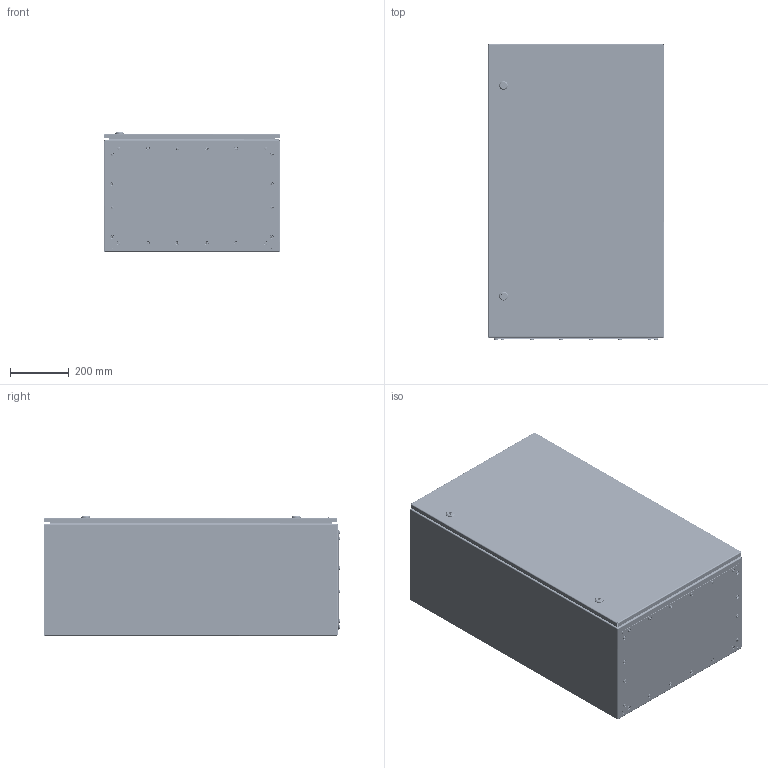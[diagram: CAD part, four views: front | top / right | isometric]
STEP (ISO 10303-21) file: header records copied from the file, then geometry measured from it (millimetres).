
FILE_DESCRIPTION (( 'STEP AP203' ), '1' );
FILE_NAME ('U3200100604 Êîðïóñ UC2M 100.60.40 IP66 (752.000.320).STEP', '2022-04-29T10:56:22', ( '' ), ( '' ), 'SwSTEP 2.0', 'SolidWorks 2017', '' );
FILE_SCHEMA (( 'CONFIG_CONTROL_DESIGN' ));
Length unit declared in the file: millimetre
Products named in the file (38): Óïëîòíèòåëü ÏÏÓ êðûøêè UC2Ì_23 (60.40); Ñòîïîðíàÿ âòóëêà ïåòëè 4-119 Dirak; 000.210.367 Îñíîâàíèå äâåðêè UC2_00 (100.60); 嵑殧趌11371_5; 012-1799 眈翴錪 鳱歑膱 UC2_00 (100.60); ч蜱齁罻 ST-9; 003-393 Ñòåíêà íèæíÿÿ UC2_05 (00.60); 040-116 Âèíò ñïåöèàëüíûé ST 4,8x9; Øàéáà íåéëîí Ø028_Œ5; 000.207.190 攜歑罻 UC2_00 (100.60); 008-404 Ñòåíêà ïðîôèëüíàÿ UC2_02 (100.60.40); Âòóëêà ïåòëè 4-119 Dirak; 蹴濋趌5915_M5; Øàéáà íåéëîí Ø028_Œ6; 019-99 Ïëàíêà z-îáðàçíàÿ_05 (100); 嵑殧趌6402_8; 鎔艜_17473_M6x12; ч蜱齁罻 ST-6; 056-277 椯鴀殣罻 UC2_02 (100.60.40); U3200100604 扻豵鵨 UC2M 100.60.40 IP66 (752.000.320); Øïèëüêà ðåçüáîâàÿ Ì6_Œ8å30; 027-189 署赅 UC2_05 (60.40); Îñíîâàíèå ïåòëè 4-119 Dirak; 000.113.109 忺謤僔 UC2_02 (100.60.40); Óïëîòíèòåëü ÏÏÓ äâåðêè UC2_29 (100.60); Øïèëüêà çàçåìëåíèÿ CKF CS_Œ6å16; 010-330 Ïàíåëü ìîíòàæíàÿ UC2_00 (100.60); Ïåòëÿ 4-119 Dirak_00; 嵑殧趌11371_8; 椻壚樇襝鴀 Mesan 33; Øïèëüêà ðåçüáîâàÿ Ì6_Œ6å12; 000.241.258 署赅 UC2_05 (60.40); Øòèôò ïåòëè 4-119 Dirak; ﾇ瑟鶴 Mesan 060-1-1-13-33_00; 嵑殧趌11371_6; 000.241.259 署赅 UC2_05 (60.40); 蹴濋趌5915_M8; 扻豵鵨_п-1
Assembly tree (142 placements, depth 4):
  U3200100604 扻豵鵨 UC2M 100.60.40 IP66 (752.000.320)
    000.113.109 忺謤僔 UC2_02 (100.60.40)
      008-404 Ñòåíêà ïðîôèëüíàÿ UC2_02 (100.60.40)
      003-393 Ñòåíêà íèæíÿÿ UC2_05 (00.60)
      Øïèëüêà ðåçüáîâàÿ Ì6_Œ8å30  x4
      Øïèëüêà ðåçüáîâàÿ Ì6_Œ6å12  x12
      Øïèëüêà çàçåìëåíèÿ CKF CS_Œ6å16  x2
    000.207.190 攜歑罻 UC2_00 (100.60)
      000.210.367 Îñíîâàíèå äâåðêè UC2_00 (100.60)
        012-1799 眈翴錪 鳱歑膱 UC2_00 (100.60)
        019-99 Ïëàíêà z-îáðàçíàÿ_05 (100)  x2
        Âòóëêà ïåòëè 4-119 Dirak  x3
        Øïèëüêà çàçåìëåíèÿ CKF CS_Œ6å16  x2
      Óïëîòíèòåëü ÏÏÓ äâåðêè UC2_29 (100.60)
      ﾇ瑟鶴 Mesan 060-1-1-13-33_00  x2
        扻豵鵨_п-1
        椻壚樇襝鴀 Mesan 33
        嵑殧趌11371_6
        鎔艜_17473_M6x12
    Ïåòëÿ 4-119 Dirak_00  x3
      Âòóëêà ïåòëè 4-119 Dirak
      Øòèôò ïåòëè 4-119 Dirak
      Îñíîâàíèå ïåòëè 4-119 Dirak
      Ñòîïîðíàÿ âòóëêà ïåòëè 4-119 Dirak
    嵑殧趌11371_5  x6
    Øàéáà íåéëîí Ø028_Œ5  x6
    蹴濋趌5915_M5  x6
    ч蜱齁罻 ST-6  x8
    ч蜱齁罻 ST-9  x4
    010-330 Ïàíåëü ìîíòàæíàÿ UC2_00 (100.60)
    蹴濋趌5915_M8  x12
    嵑殧趌11371_8  x4
    嵑殧趌6402_8  x4
    000.241.258 署赅 UC2_05 (60.40)
      000.241.259 署赅 UC2_05 (60.40)
        027-189 署赅 UC2_05 (60.40)
        Øïèëüêà çàçåìëåíèÿ CKF CS_Œ6å16
      Óïëîòíèòåëü ÏÏÓ êðûøêè UC2Ì_23 (60.40)
    040-116 Âèíò ñïåöèàëüíûé ST 4,8x9  x20
    Øàéáà íåéëîí Ø028_Œ6  x20
    056-277 椯鴀殣罻 UC2_02 (100.60.40)
Bounding box: 600.6 x 1007.22 x 407.25 mm (x, y, z)
Volume: 5294296.4 mm3; surface area: 6579762.6 mm2
Topology: 144 solids, 146 shells, 6301 faces, 14669 edges, 8841 vertices
Faces by surface type: plane 2009, cylinder 1846, bspline 1352, cone 444, sphere 354, torus 296
Entity records: 114123 total; most frequent: CARTESIAN_POINT 51150, ORIENTED_EDGE 12304, DIRECTION 9963, EDGE_CURVE 6152, VERTEX_POINT 3962, LINE 3531, VECTOR 3531, AXIS2_PLACEMENT_3D 3216
